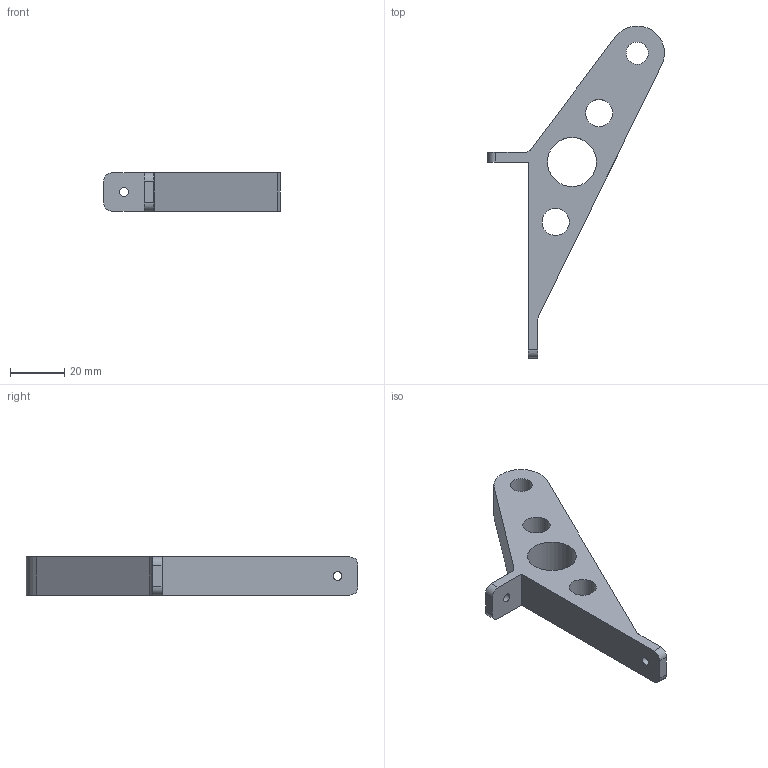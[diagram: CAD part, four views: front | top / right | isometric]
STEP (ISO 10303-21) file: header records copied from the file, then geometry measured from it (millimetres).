
FILE_DESCRIPTION(('FreeCAD Model'),'2;1');
FILE_NAME( 'spool-holder-arm-x1.step', '2019-07-30T12:42:46',('Author'),(''), 'Open CASCADE STEP processor 6.8','FreeCAD','Unknown');
FILE_SCHEMA(('AUTOMOTIVE_DESIGN_CC2 { 1 2 10303 214 -1 1 5 4 }'));
Length unit declared in the file: millimetre
Products named in the file (2): ASSEMBLY; spool-holder-arm
Assembly tree (1 placements, depth 2):
  ASSEMBLY
    spool-holder-arm
Bounding box: 64.97 x 121.98 x 14 mm (x, y, z)
Volume: 26609.5 mm3; surface area: 10389.5 mm2
Topology: 1 solids, 1 shells, 30 faces, 81 edges, 54 vertices
Faces by surface type: plane 17, cylinder 13
Full cylindrical faces by diameter (mm): 3.2 x2, 8.2 x1, 10 x2, 18 x1
Entity records: 2091 total; most frequent: CARTESIAN_POINT 377, DIRECTION 325, LINE 191, VECTOR 191, ORIENTED_EDGE 162, PCURVE 162, DEFINITIONAL_REPRESENTATION 162, EDGE_CURVE 81
